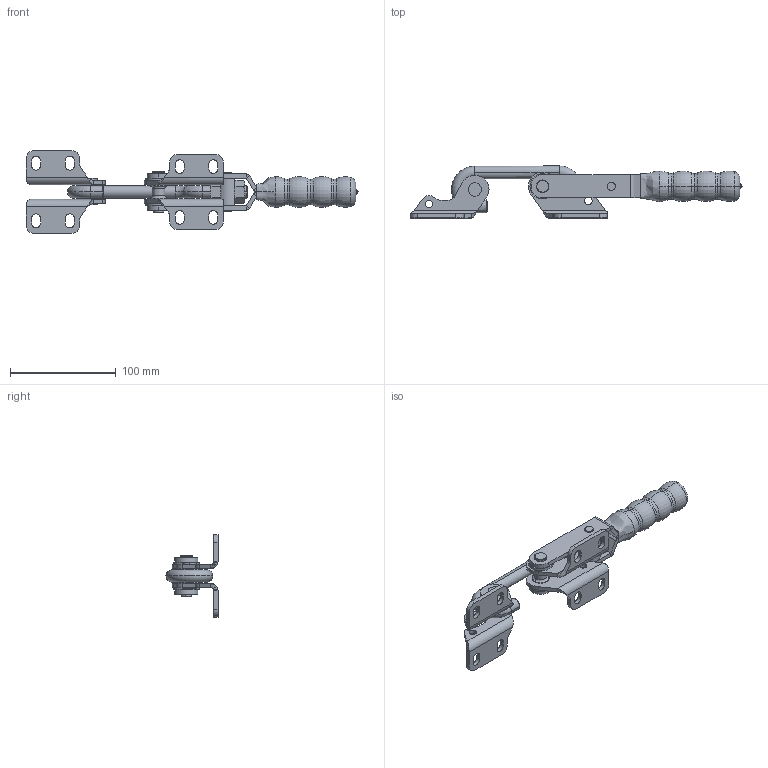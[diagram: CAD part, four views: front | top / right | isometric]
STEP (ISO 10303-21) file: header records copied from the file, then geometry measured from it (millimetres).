
FILE_DESCRIPTION (( 'STEP AP214' ), '1' );
FILE_NAME ('GH-40700-SS(Â²¤Æ).STEP', '2020-07-09T07:48:21', ( 'LinWei' ), ( '' ), 'SwSTEP 2.0', 'SolidWorks 2016', '' );
FILE_SCHEMA (( 'AUTOMOTIVE_DESIGN' ));
Length unit declared in the file: millimetre
Products named in the file (6): 440700SS44-1^GH-40700(簡化); Group5^GH-40700(簡化); Group4^GH-40700(簡化); Group3^GH-40700(簡化); Group1^GH-40700(簡化); GH-40700-SS(簡化)
Assembly tree (5 placements, depth 2):
  GH-40700-SS(簡化)
    Group1^GH-40700(簡化)
    Group3^GH-40700(簡化)
    Group4^GH-40700(簡化)
    Group5^GH-40700(簡化)
    440700SS44-1^GH-40700(簡化)
Bounding box: 314.49 x 49.31 x 78 mm (x, y, z)
Volume: 158505.8 mm3; surface area: 63483.9 mm2
Topology: 6 solids, 12 shells, 670 faces, 1679 edges, 1069 vertices
Faces by surface type: plane 280, cylinder 157, bspline 135, cone 56, torus 40, sphere 2
Entity records: 26271 total; most frequent: CARTESIAN_POINT 9713, ORIENTED_EDGE 3358, DIRECTION 2897, EDGE_CURVE 1679, VERTEX_POINT 1069, AXIS2_PLACEMENT_3D 995, LINE 907, VECTOR 907
